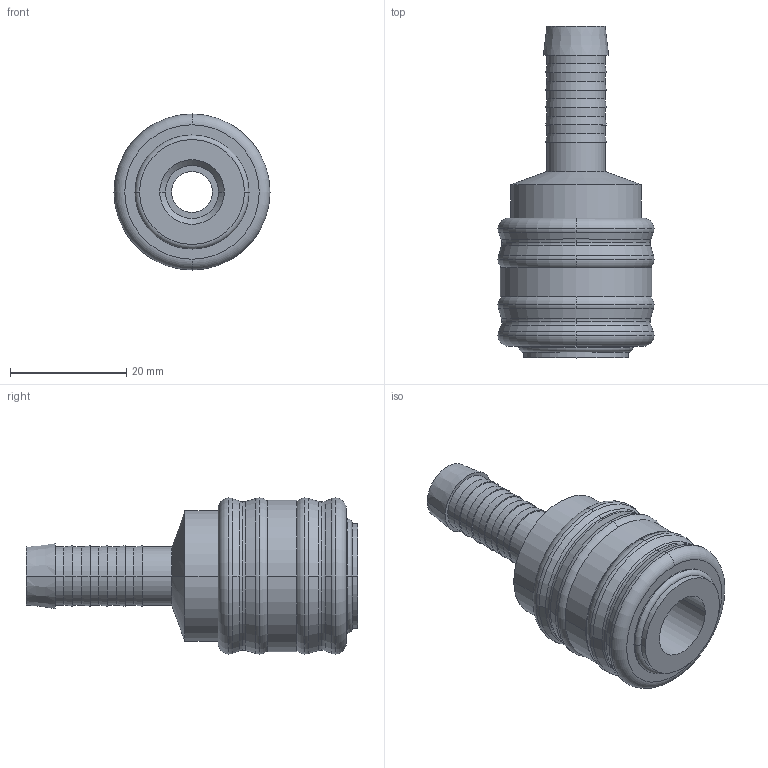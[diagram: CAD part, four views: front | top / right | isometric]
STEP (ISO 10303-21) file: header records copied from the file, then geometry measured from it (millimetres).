
FILE_DESCRIPTION(('STEP AP214'),'1');
FILE_NAME('eso_10_t.stp','2020-03-05T09:26:05',('TraceParts'),('TraceParts S.A.'),'Spatial InterOp 3D',' ',' ');
FILE_SCHEMA(('automotive_design'));
Length unit declared in the file: millimetre
Products named in the file (1): 1
Bounding box: 26.8 x 57 x 26.8 mm (x, y, z)
Volume: 13981.6 mm3; surface area: 5666.5 mm2
Topology: 1 solids, 1 shells, 89 faces, 199 edges, 123 vertices
Faces by surface type: torus 28, cone 24, cylinder 24, plane 13
Entity records: 3264 total; most frequent: DIRECTION 530, CARTESIAN_POINT 412, ORIENTED_EDGE 398, AXIS2_PLACEMENT_3D 241, EDGE_CURVE 199, CIRCLE 151, VERTEX_POINT 123, EDGE_LOOP 102
